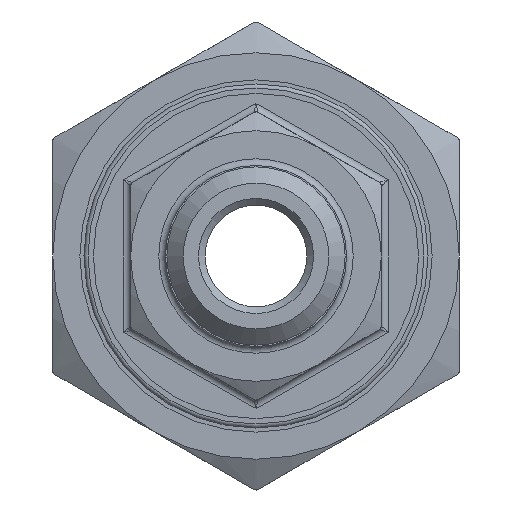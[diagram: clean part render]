
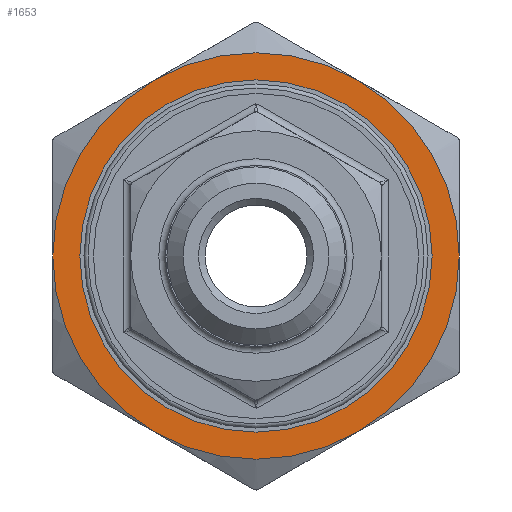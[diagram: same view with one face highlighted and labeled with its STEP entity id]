
A CAD part, front view. The second image highlights one B-rep face of the part: STEP entity #1653.
In plain terms, the highlighted planar face has unit normal (0, -1, 0).
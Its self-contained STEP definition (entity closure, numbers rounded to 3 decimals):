
#347=PLANE('',#1896);
#381=FACE_BOUND('',#647,.T.);
#497=FACE_OUTER_BOUND('',#646,.T.);
#646=EDGE_LOOP('',(#1522,#1523,#1524,#1525,#1526,#1527));
#647=EDGE_LOOP('',(#1528));
#653=CIRCLE('',#1687,15.);
#654=CIRCLE('',#1693,15.);
#655=CIRCLE('',#1699,15.);
#656=CIRCLE('',#1705,15.);
#658=CIRCLE('',#1715,15.);
#708=CIRCLE('',#1876,15.);
#712=CIRCLE('',#1885,13.);
#723=VERTEX_POINT('',#2428);
#727=VERTEX_POINT('',#2446);
#730=VERTEX_POINT('',#2458);
#736=VERTEX_POINT('',#2484);
#742=VERTEX_POINT('',#2510);
#753=VERTEX_POINT('',#2551);
#854=VERTEX_POINT('',#3260);
#871=EDGE_CURVE('',#723,#727,#653,.T.);
#880=EDGE_CURVE('',#730,#723,#654,.T.);
#889=EDGE_CURVE('',#736,#730,#655,.T.);
#898=EDGE_CURVE('',#742,#736,#656,.T.);
#909=EDGE_CURVE('',#727,#753,#658,.T.);
#1075=EDGE_CURVE('',#753,#742,#708,.T.);
#1080=EDGE_CURVE('',#854,#854,#712,.T.);
#1522=ORIENTED_EDGE('',*,*,#880,.T.);
#1523=ORIENTED_EDGE('',*,*,#871,.T.);
#1524=ORIENTED_EDGE('',*,*,#909,.T.);
#1525=ORIENTED_EDGE('',*,*,#1075,.T.);
#1526=ORIENTED_EDGE('',*,*,#898,.T.);
#1527=ORIENTED_EDGE('',*,*,#889,.T.);
#1528=ORIENTED_EDGE('',*,*,#1080,.T.);
#1653=ADVANCED_FACE('',(#497,#381),#347,.F.);
#1687=AXIS2_PLACEMENT_3D('',#2450,#1927,#1928);
#1693=AXIS2_PLACEMENT_3D('',#2476,#1941,#1942);
#1699=AXIS2_PLACEMENT_3D('',#2502,#1955,#1956);
#1705=AXIS2_PLACEMENT_3D('',#2528,#1969,#1970);
#1715=AXIS2_PLACEMENT_3D('',#2555,#1992,#1993);
#1876=AXIS2_PLACEMENT_3D('',#3245,#2362,#2363);
#1885=AXIS2_PLACEMENT_3D('',#3261,#2380,#2381);
#1896=AXIS2_PLACEMENT_3D('',#3274,#2402,#2403);
#1927=DIRECTION('center_axis',(0.,-1.,0.));
#1928=DIRECTION('ref_axis',(1.,0.,0.));
#1941=DIRECTION('center_axis',(0.,-1.,0.));
#1942=DIRECTION('ref_axis',(1.,0.,0.));
#1955=DIRECTION('center_axis',(0.,-1.,0.));
#1956=DIRECTION('ref_axis',(1.,0.,0.));
#1969=DIRECTION('center_axis',(0.,-1.,0.));
#1970=DIRECTION('ref_axis',(1.,0.,0.));
#1992=DIRECTION('center_axis',(0.,-1.,0.));
#1993=DIRECTION('ref_axis',(1.,0.,0.));
#2362=DIRECTION('center_axis',(0.,-1.,0.));
#2363=DIRECTION('ref_axis',(1.,0.,0.));
#2380=DIRECTION('center_axis',(0.,1.,0.));
#2381=DIRECTION('ref_axis',(1.,0.,0.));
#2402=DIRECTION('center_axis',(0.,1.,0.));
#2403=DIRECTION('ref_axis',(0.,0.,1.));
#2428=CARTESIAN_POINT('',(-7.5,-7.75,-12.99));
#2446=CARTESIAN_POINT('',(7.5,-7.75,-12.99));
#2450=CARTESIAN_POINT('Origin',(0.,-7.75,0.));
#2458=CARTESIAN_POINT('',(-15.,-7.75,0.));
#2476=CARTESIAN_POINT('Origin',(0.,-7.75,0.));
#2484=CARTESIAN_POINT('',(-7.5,-7.75,12.99));
#2502=CARTESIAN_POINT('Origin',(0.,-7.75,0.));
#2510=CARTESIAN_POINT('',(7.5,-7.75,12.99));
#2528=CARTESIAN_POINT('Origin',(0.,-7.75,0.));
#2551=CARTESIAN_POINT('',(15.,-7.75,0.));
#2555=CARTESIAN_POINT('Origin',(0.,-7.75,0.));
#3245=CARTESIAN_POINT('Origin',(0.,-7.75,0.));
#3260=CARTESIAN_POINT('',(-13.,-7.75,0.));
#3261=CARTESIAN_POINT('Origin',(0.,-7.75,0.));
#3274=CARTESIAN_POINT('Origin',(0.,-7.75,0.));
